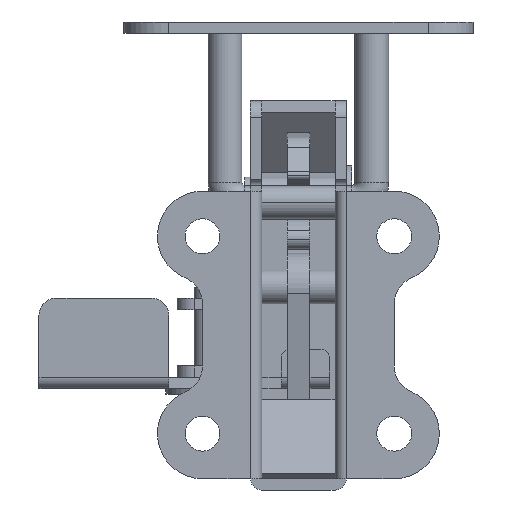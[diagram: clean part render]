
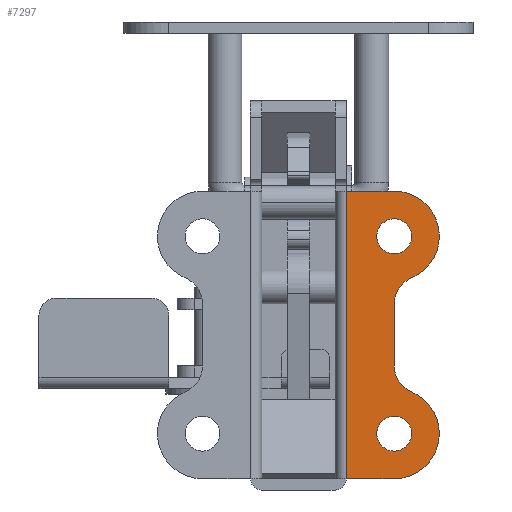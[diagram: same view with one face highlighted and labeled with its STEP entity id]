
A CAD part, front view. The second image highlights one B-rep face of the part: STEP entity #7297.
In plain terms, the highlighted face is planar.
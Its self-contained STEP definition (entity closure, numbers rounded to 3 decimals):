
#26 = VERTEX_POINT ( 'NONE', #357 ) ;
#208 = DIRECTION ( 'NONE',  ( 0., 0., -1. ) ) ;
#239 = CARTESIAN_POINT ( 'NONE',  ( 7.5, 22.4, -17. ) ) ;
#299 = VERTEX_POINT ( 'NONE', #7825 ) ;
#357 = CARTESIAN_POINT ( 'NONE',  ( 4.4, 22.4, -17. ) ) ;
#398 = PLANE ( 'NONE',  #2804 ) ;
#456 = CIRCLE ( 'NONE', #6742, 5. ) ;
#474 = EDGE_CURVE ( 'NONE', #3960, #6226, #4389, .T. ) ;
#509 = EDGE_LOOP ( 'NONE', ( #3964, #5680 ) ) ;
#655 = DIRECTION ( 'NONE',  ( -1., 0., 0. ) ) ;
#662 = FACE_OUTER_BOUND ( 'NONE', #8265, .T. ) ;
#777 = CARTESIAN_POINT ( 'NONE',  ( 42.5, 22.4, -17. ) ) ;
#944 = CIRCLE ( 'NONE', #5798, 3.1 ) ;
#1148 = CARTESIAN_POINT ( 'NONE',  ( 50.5, 22.4, 8.5 ) ) ;
#1162 = VECTOR ( 'NONE', #6236, 1000. ) ;
#1309 = VECTOR ( 'NONE', #5834, 1000. ) ;
#1596 = DIRECTION ( 'NONE',  ( 0., 1., 0. ) ) ;
#1685 = VECTOR ( 'NONE', #208, 1000. ) ;
#1874 = EDGE_CURVE ( 'NONE', #5851, #26, #944, .T. ) ;
#1924 = EDGE_CURVE ( 'NONE', #6226, #3960, #5888, .T. ) ;
#1955 = VERTEX_POINT ( 'NONE', #3239 ) ;
#2101 = LINE ( 'NONE', #1148, #1685 ) ;
#2278 = EDGE_CURVE ( 'NONE', #5073, #6148, #2375, .T. ) ;
#2375 = CIRCLE ( 'NONE', #5077, 8. ) ;
#2461 = DIRECTION ( 'NONE',  ( -1., 0., 0. ) ) ;
#2489 = DIRECTION ( 'NONE',  ( 1., 0., 0. ) ) ;
#2525 = DIRECTION ( 'NONE',  ( -1., 0., 0. ) ) ;
#2539 = CARTESIAN_POINT ( 'NONE',  ( 7.5, 22.4, -17. ) ) ;
#2599 = CARTESIAN_POINT ( 'NONE',  ( 19.5, 22.4, -17. ) ) ;
#2804 = AXIS2_PLACEMENT_3D ( 'NONE', #8639, #7700, #6768 ) ;
#3027 = AXIS2_PLACEMENT_3D ( 'NONE', #777, #3378, #2461 ) ;
#3063 = ORIENTED_EDGE ( 'NONE', *, *, #7122, .T. ) ;
#3114 = CIRCLE ( 'NONE', #7612, 3.1 ) ;
#3224 = ORIENTED_EDGE ( 'NONE', *, *, #2278, .T. ) ;
#3239 = CARTESIAN_POINT ( 'NONE',  ( 50.5, 22.4, -8.5 ) ) ;
#3265 = FACE_BOUND ( 'NONE', #509, .T. ) ;
#3378 = DIRECTION ( 'NONE',  ( 0., 1., 0. ) ) ;
#3408 = DIRECTION ( 'NONE',  ( 0., -1., 0. ) ) ;
#3453 = DIRECTION ( 'NONE',  ( 0., 1., 0. ) ) ;
#3483 = EDGE_CURVE ( 'NONE', #5805, #5714, #6712, .T. ) ;
#3521 = CARTESIAN_POINT ( 'NONE',  ( 30.5, 22.4, -22. ) ) ;
#3611 = ORIENTED_EDGE ( 'NONE', *, *, #8312, .T. ) ;
#3729 = FACE_BOUND ( 'NONE', #6426, .T. ) ;
#3758 = CARTESIAN_POINT ( 'NONE',  ( -0.5, 22.4, -17. ) ) ;
#3772 = CIRCLE ( 'NONE', #7791, 8. ) ;
#3960 = VERTEX_POINT ( 'NONE', #7170 ) ;
#3964 = ORIENTED_EDGE ( 'NONE', *, *, #8744, .F. ) ;
#3966 = ORIENTED_EDGE ( 'NONE', *, *, #1924, .F. ) ;
#4172 = CARTESIAN_POINT ( 'NONE',  ( 7.5, 22.4, -17. ) ) ;
#4233 = DIRECTION ( 'NONE',  ( -1., 0., 0. ) ) ;
#4337 = CARTESIAN_POINT ( 'NONE',  ( 19.5, 22.4, -22. ) ) ;
#4383 = CARTESIAN_POINT ( 'NONE',  ( 42.5, 22.4, -17. ) ) ;
#4389 = CIRCLE ( 'NONE', #3027, 3.1 ) ;
#4608 = DIRECTION ( 'NONE',  ( -1., 0., 0. ) ) ;
#5029 = DIRECTION ( 'NONE',  ( -1., 0., 0. ) ) ;
#5073 = VERTEX_POINT ( 'NONE', #6450 ) ;
#5077 = AXIS2_PLACEMENT_3D ( 'NONE', #6496, #5554, #4608 ) ;
#5081 = DIRECTION ( 'NONE',  ( -1., 0., 0. ) ) ;
#5185 = DIRECTION ( 'NONE',  ( 0., -1., 0. ) ) ;
#5446 = ORIENTED_EDGE ( 'NONE', *, *, #474, .F. ) ;
#5527 = ORIENTED_EDGE ( 'NONE', *, *, #5599, .T. ) ;
#5554 = DIRECTION ( 'NONE',  ( 0., 1., 0. ) ) ;
#5599 = EDGE_CURVE ( 'NONE', #6148, #8999, #456, .T. ) ;
#5680 = ORIENTED_EDGE ( 'NONE', *, *, #1874, .F. ) ;
#5714 = VERTEX_POINT ( 'NONE', #8196 ) ;
#5798 = AXIS2_PLACEMENT_3D ( 'NONE', #239, #8485, #7540 ) ;
#5805 = VERTEX_POINT ( 'NONE', #2599 ) ;
#5834 = DIRECTION ( 'NONE',  ( 1., 0., 0. ) ) ;
#5851 = VERTEX_POINT ( 'NONE', #6651 ) ;
#5888 = CIRCLE ( 'NONE', #8885, 3.1 ) ;
#5981 = CARTESIAN_POINT ( 'NONE',  ( 19.5, 22.4, -17. ) ) ;
#6031 = DIRECTION ( 'NONE',  ( 0., 1., 0. ) ) ;
#6148 = VERTEX_POINT ( 'NONE', #8400 ) ;
#6226 = VERTEX_POINT ( 'NONE', #6801 ) ;
#6236 = DIRECTION ( 'NONE',  ( 0., 0., 1. ) ) ;
#6426 = EDGE_LOOP ( 'NONE', ( #5446, #3966 ) ) ;
#6450 = CARTESIAN_POINT ( 'NONE',  ( 50.5, 22.4, -17. ) ) ;
#6496 = CARTESIAN_POINT ( 'NONE',  ( 42.5, 22.4, -17. ) ) ;
#6651 = CARTESIAN_POINT ( 'NONE',  ( 10.6, 22.4, -17. ) ) ;
#6712 = CIRCLE ( 'NONE', #8829, 5. ) ;
#6742 = AXIS2_PLACEMENT_3D ( 'NONE', #3521, #5185, #4233 ) ;
#6768 = DIRECTION ( 'NONE',  ( 1., 0., 0. ) ) ;
#6785 = CARTESIAN_POINT ( 'NONE',  ( 50.5, 22.4, -8.5 ) ) ;
#6801 = CARTESIAN_POINT ( 'NONE',  ( 45.6, 22.4, -17. ) ) ;
#6920 = LINE ( 'NONE', #5981, #8539 ) ;
#7027 = ORIENTED_EDGE ( 'NONE', *, *, #9153, .T. ) ;
#7080 = CARTESIAN_POINT ( 'NONE',  ( 30.5, 22.4, -17. ) ) ;
#7122 = EDGE_CURVE ( 'NONE', #299, #1955, #7723, .T. ) ;
#7170 = CARTESIAN_POINT ( 'NONE',  ( 39.4, 22.4, -17. ) ) ;
#7178 = CARTESIAN_POINT ( 'NONE',  ( -0.5, 22.4, -8.5 ) ) ;
#7273 = ORIENTED_EDGE ( 'NONE', *, *, #3483, .T. ) ;
#7297 = ADVANCED_FACE ( 'NONE', ( #662, #3265, #3729 ), #398, .F. ) ;
#7482 = VERTEX_POINT ( 'NONE', #3758 ) ;
#7540 = DIRECTION ( 'NONE',  ( -1., 0., 0. ) ) ;
#7612 = AXIS2_PLACEMENT_3D ( 'NONE', #4172, #6031, #5081 ) ;
#7662 = EDGE_CURVE ( 'NONE', #8999, #5805, #6920, .T. ) ;
#7700 = DIRECTION ( 'NONE',  ( 0., -1., 0. ) ) ;
#7723 = LINE ( 'NONE', #6785, #1309 ) ;
#7791 = AXIS2_PLACEMENT_3D ( 'NONE', #2539, #1596, #655 ) ;
#7825 = CARTESIAN_POINT ( 'NONE',  ( -0.5, 22.4, -8.5 ) ) ;
#7882 = ORIENTED_EDGE ( 'NONE', *, *, #7662, .T. ) ;
#8050 = ORIENTED_EDGE ( 'NONE', *, *, #8357, .T. ) ;
#8196 = CARTESIAN_POINT ( 'NONE',  ( 14.885, 22.4, -20.077 ) ) ;
#8265 = EDGE_LOOP ( 'NONE', ( #7027, #3063, #8050, #3224, #5527, #7882, #7273, #3611 ) ) ;
#8312 = EDGE_CURVE ( 'NONE', #5714, #7482, #3772, .T. ) ;
#8357 = EDGE_CURVE ( 'NONE', #1955, #5073, #2101, .T. ) ;
#8400 = CARTESIAN_POINT ( 'NONE',  ( 35.115, 22.4, -20.077 ) ) ;
#8485 = DIRECTION ( 'NONE',  ( 0., 1., 0. ) ) ;
#8539 = VECTOR ( 'NONE', #5029, 1000. ) ;
#8639 = CARTESIAN_POINT ( 'NONE',  ( 50.5, 22.4, 8.5 ) ) ;
#8744 = EDGE_CURVE ( 'NONE', #26, #5851, #3114, .T. ) ;
#8829 = AXIS2_PLACEMENT_3D ( 'NONE', #4337, #3408, #2489 ) ;
#8885 = AXIS2_PLACEMENT_3D ( 'NONE', #4383, #3453, #2525 ) ;
#8999 = VERTEX_POINT ( 'NONE', #7080 ) ;
#9067 = LINE ( 'NONE', #7178, #1162 ) ;
#9153 = EDGE_CURVE ( 'NONE', #7482, #299, #9067, .T. ) ;
